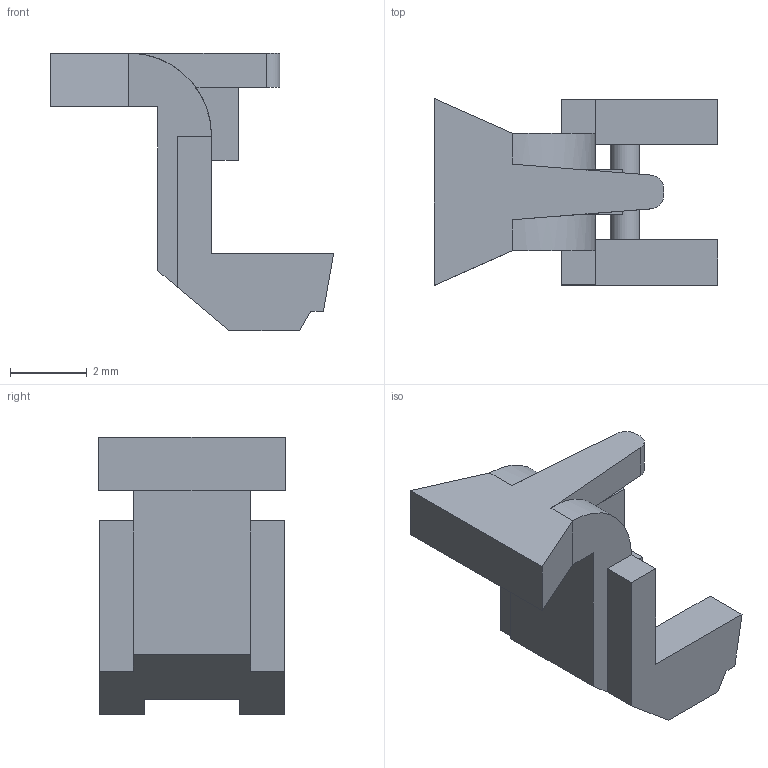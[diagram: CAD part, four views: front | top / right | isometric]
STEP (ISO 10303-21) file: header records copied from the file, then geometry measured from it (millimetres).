
FILE_DESCRIPTION(/* description */ (''),/* implementation_level */ '2;1');
FILE_NAME(/* name */ 'latch-header-452-series.stp',/* time_stamp */ '2013-04-10T14:02:59-05:00',/* author */ (''),/* organization */ (''),/* preprocessor_version */ 'ST-DEVELOPER v11',/* originating_system */ 'SIEMENS PLM Software NX 7.5',/* authorisation */ '');
FILE_SCHEMA (('AUTOMOTIVE_DESIGN { 1 0 10303 214 1 1 1 1 }'));
Length unit declared in the file: inch
Products named in the file (1): latch-header-452-series
Bounding box: 7.37 x 4.86 x 7.23 mm (x, y, z)
Volume: 63.6 mm3; surface area: 166 mm2
Topology: 1 solids, 1 shells, 43 faces, 118 edges, 77 vertices
Faces by surface type: plane 38, cylinder 5
Full cylindrical faces by diameter (mm): 0.762 x1
Entity records: 1360 total; most frequent: CARTESIAN_POINT 236, ORIENTED_EDGE 232, DIRECTION 216, EDGE_CURVE 116, LINE 104, VECTOR 104, VERTEX_POINT 76, AXIS2_PLACEMENT_3D 56
